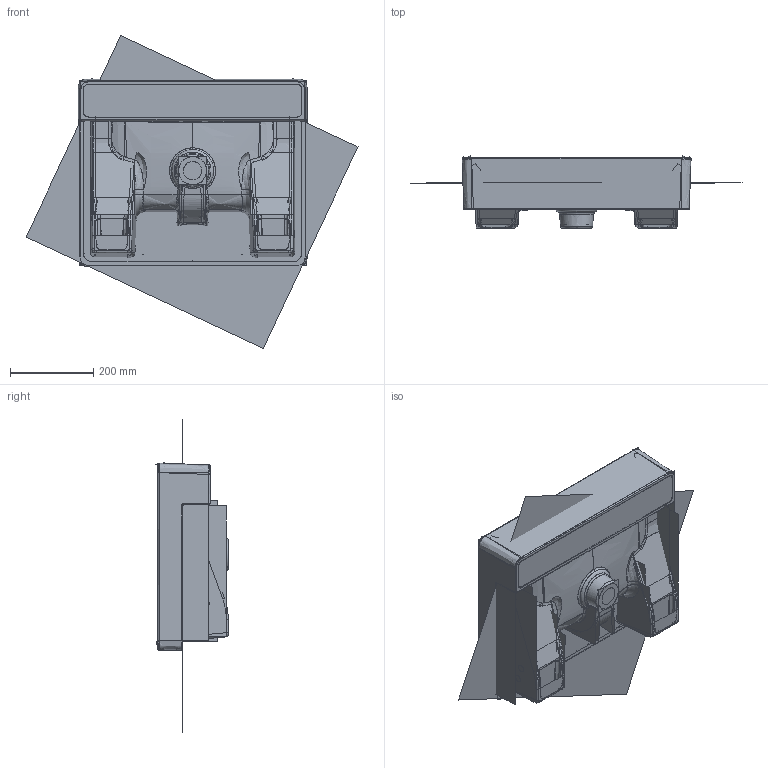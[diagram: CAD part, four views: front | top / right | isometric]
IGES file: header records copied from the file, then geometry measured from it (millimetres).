
Start section: JAMA-IS VERSION  1.0  PTC IGES file: CCASF419-1080411N0_3D.igs
Global section: file name: CCASF419-1080411N0_3D.igs; native system: Creo Parametric by PTC Inc.; preprocessor: 2019224; author: 10113209; organization: Unknown; date: 20191108.135418; units: millimetre
Bounding box: 797.21 x 174.46 x 752.03 mm (x, y, z)
Surface area: 4130093.3 mm2 (no closed solid volume)
Topology: 0 solids, 0 shells, 934 faces, 12024 edges, 15412 vertices
Faces by surface type: bspline 934
